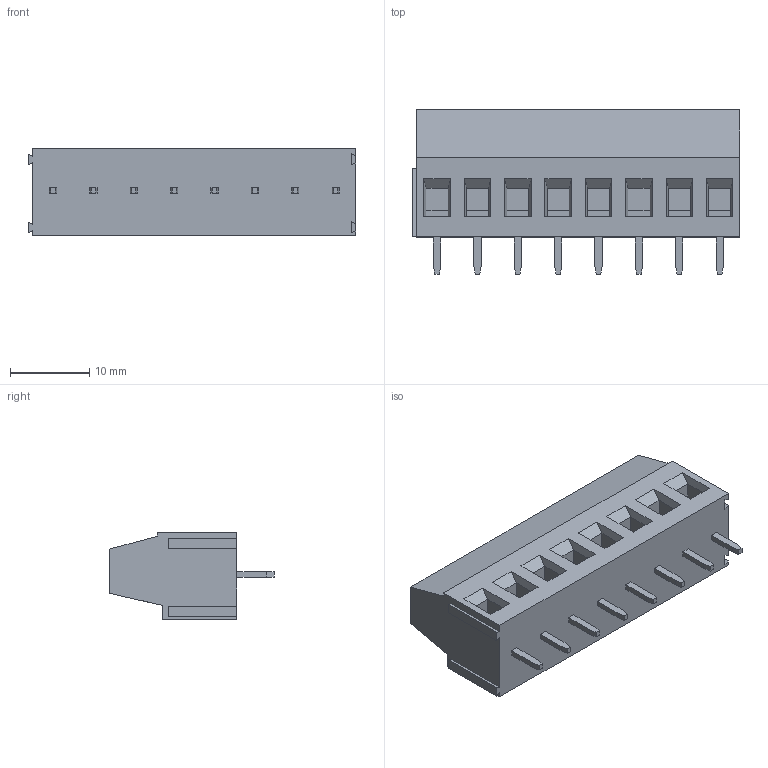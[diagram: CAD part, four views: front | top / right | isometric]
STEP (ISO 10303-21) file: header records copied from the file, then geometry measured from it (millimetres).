
FILE_DESCRIPTION(('STEP AP214'),'1');
FILE_NAME('MV258-5.08-V.stp','2020-07-28T15:41:54',(' '),(' '),'Spatial InterOp 3D',' ',' ');
FILE_SCHEMA(('automotive_design'));
Length unit declared in the file: metre
Products named in the file (1): 1
Bounding box: 41.24 x 20.7 x 11 mm (x, y, z)
Volume: 5176.3 mm3; surface area: 3720 mm2
Topology: 1 solids, 1 shells, 333 faces, 863 edges, 559 vertices
Faces by surface type: plane 320, cylinder 12, extrusion 1
Full cylindrical faces by diameter (mm): 4 x8
Entity records: 12513 total; most frequent: CARTESIAN_POINT 1750, ORIENTED_EDGE 1694, DIRECTION 1560, EDGE_CURVE 847, VECTOR 798, LINE 797, VERTEX_POINT 551, AXIS2_PLACEMENT_3D 381
